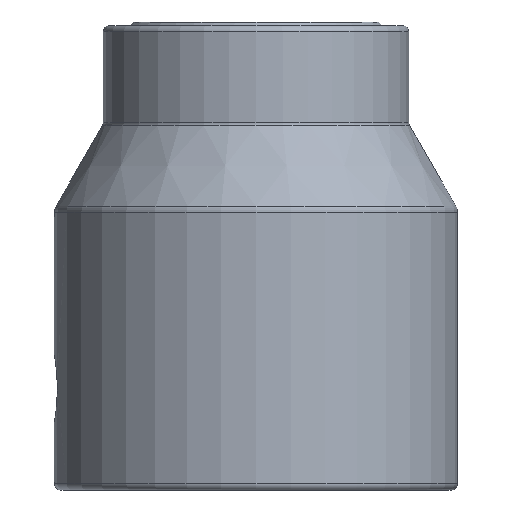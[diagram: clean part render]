
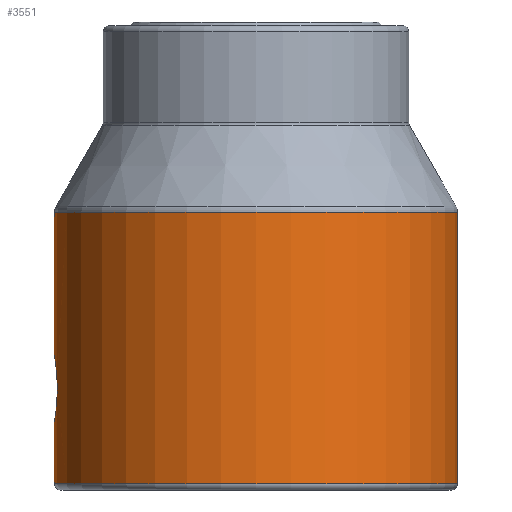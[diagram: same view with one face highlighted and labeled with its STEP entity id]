
A CAD part, left-side view. The second image highlights one B-rep face of the part: STEP entity #3551.
In plain terms, the highlighted cylindrical face has radius 16.5 mm (diameter 33 mm), a partial arc.
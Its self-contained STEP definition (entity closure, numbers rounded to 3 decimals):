
#2948=CARTESIAN_POINT('',(0.,16.5,-8.55));
#2966=CARTESIAN_POINT('',(0.,16.5,-3.05));
#2971=DIRECTION('',(0.,0.,1.));
#2972=VECTOR('',#2971,5.05);
#2973=CARTESIAN_POINT('',(0.,16.5,-13.6));
#2974=LINE('',#2973,#2972);
#2978=CARTESIAN_POINT('',(0.,16.5,-3.05));
#2979=CARTESIAN_POINT('',(-0.17,16.5,-3.05));
#2980=CARTESIAN_POINT('',(-0.509,16.495,
-3.079));
#2981=CARTESIAN_POINT('',(-1.051,16.469,
-3.238));
#2982=CARTESIAN_POINT('',(-1.525,16.431,
-3.492));
#2983=CARTESIAN_POINT('',(-1.937,16.387,
-3.824));
#2984=CARTESIAN_POINT('',(-2.276,16.343,
-4.227));
#2985=CARTESIAN_POINT('',(-2.541,16.304,
-4.699));
#2986=CARTESIAN_POINT('',(-2.715,16.275,
-5.252));
#2987=CARTESIAN_POINT('',(-2.766,16.266,
-5.786));
#2988=CARTESIAN_POINT('',(-2.721,16.274,
-6.314));
#2989=CARTESIAN_POINT('',(-2.555,16.301,
-6.868));
#2990=CARTESIAN_POINT('',(-2.294,16.341,
-7.347));
#2991=CARTESIAN_POINT('',(-1.955,16.385,
-7.759));
#2992=CARTESIAN_POINT('',(-1.54,16.43,
-8.099));
#2993=CARTESIAN_POINT('',(-1.061,16.469,
-8.358));
#2994=CARTESIAN_POINT('',(-0.517,16.495,
-8.519));
#2995=CARTESIAN_POINT('',(-0.173,16.5,-8.55));
#2996=CARTESIAN_POINT('',(0.,16.5,-8.55));
#3001=DIRECTION('',(0.,0.,1.));
#3002=VECTOR('',#3001,11.682);
#3003=CARTESIAN_POINT('',(0.,16.5,-3.05));
#3004=LINE('',#3003,#3002);
#3008=CARTESIAN_POINT('',(0.,0.,8.632));
#3009=DIRECTION('',(0.,0.,1.));
#3010=DIRECTION('',(0.,1.,0.));
#3011=AXIS2_PLACEMENT_3D('',#3008,#3009,#3010);
#3016=DIRECTION('',(0.,0.,1.));
#3017=VECTOR('',#3016,22.232);
#3018=CARTESIAN_POINT('',(0.,-16.5,-13.6));
#3019=LINE('',#3018,#3017);
#3023=CARTESIAN_POINT('',(0.,0.,-13.6));
#3024=DIRECTION('',(0.,0.,1.));
#3025=DIRECTION('',(0.,1.,0.));
#3026=AXIS2_PLACEMENT_3D('',#3023,#3024,#3025);
#3349=VERTEX_POINT('',#2948);
#3350=VERTEX_POINT('',#2966);
#3363=CARTESIAN_POINT('',(0.,16.5,8.632));
#3364=VERTEX_POINT('',#3363);
#3365=CARTESIAN_POINT('',(0.,16.5,-13.6));
#3366=VERTEX_POINT('',#3365);
#3367=CARTESIAN_POINT('',(0.,-16.5,-13.6));
#3368=CARTESIAN_POINT('',(0.,-16.5,8.632));
#3369=VERTEX_POINT('',#3367);
#3370=VERTEX_POINT('',#3368);
#3536=CARTESIAN_POINT('',(0.,0.,25.8));
#3537=DIRECTION('',(0.,0.,-1.));
#3538=DIRECTION('',(0.,-1.,0.));
#3539=AXIS2_PLACEMENT_3D('',#3536,#3537,#3538);
#3540=CYLINDRICAL_SURFACE('',#3539,16.5);
#3541=ORIENTED_EDGE('',*,*,#3522,.T.);
#3543=ORIENTED_EDGE('',*,*,#3542,.F.);
#3544=ORIENTED_EDGE('',*,*,#3529,.T.);
#3545=ORIENTED_EDGE('',*,*,#3497,.T.);
#3546=ORIENTED_EDGE('',*,*,#3526,.F.);
#3548=ORIENTED_EDGE('',*,*,#3547,.F.);
#3549=EDGE_LOOP('',(#3541,#3543,#3544,#3545,#3546,#3548));
#3550=FACE_OUTER_BOUND('',#3549,.F.);
#3551=ADVANCED_FACE('',(#3550),#3540,.T.);
#2997=B_SPLINE_CURVE_WITH_KNOTS('',3,(#2978,#2979,#2980,#2981,#2982,#2983,#2984,
#2985,#2986,#2987,#2988,#2989,#2990,#2991,#2992,#2993,#2994,#2995,#2996),
.UNSPECIFIED.,.F.,.F.,(4,1,1,1,1,1,1,1,1,1,1,1,1,1,1,1,4),(0.,0.063,0.125,
0.188,0.25,0.313,0.375,0.438,0.5,0.563,0.625,0.688,
0.75,0.813,0.875,0.938,1.),.UNSPECIFIED.);
#3012=CIRCLE('',#3011,16.5);
#3027=CIRCLE('',#3026,16.5);
#3497=EDGE_CURVE('',#3364,#3370,#3012,.T.);
#3522=EDGE_CURVE('',#3366,#3349,#2974,.T.);
#3526=EDGE_CURVE('',#3369,#3370,#3019,.T.);
#3529=EDGE_CURVE('',#3350,#3364,#3004,.T.);
#3542=EDGE_CURVE('',#3350,#3349,#2997,.T.);
#3547=EDGE_CURVE('',#3366,#3369,#3027,.T.);
